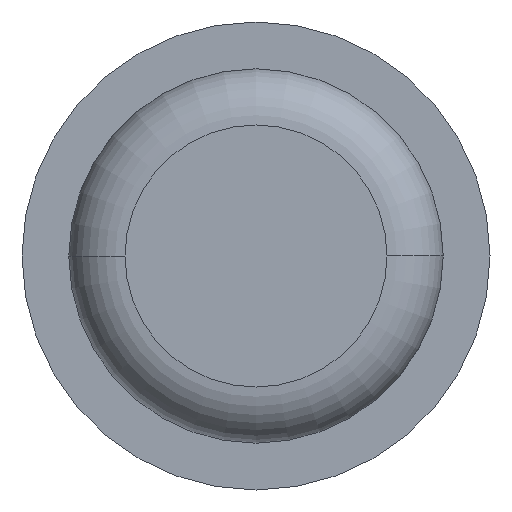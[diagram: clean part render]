
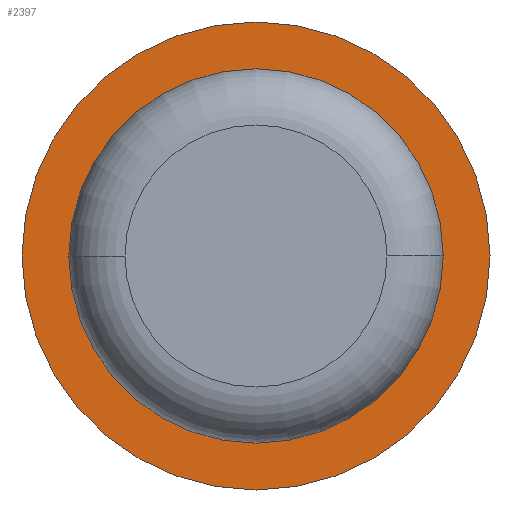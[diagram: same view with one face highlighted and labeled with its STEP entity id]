
A CAD part, front view. The second image highlights one B-rep face of the part: STEP entity #2397.
In plain terms, the highlighted planar face has unit normal (0, -1, 0).
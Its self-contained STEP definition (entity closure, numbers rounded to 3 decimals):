
#17 = DIRECTION ( 'NONE',  ( 0., 1., 0. ) ) ;
#26 = EDGE_CURVE ( 'Defeature ausgef�hrt1_3+Defeature ausgef�hrt1_4+Defeature ausgef�hrt1_4+Defeature ausgef�hrt1_4', #3208, #2434, #3204, .T. ) ;
#71 = CARTESIAN_POINT ( 'NONE',  ( 1., -0.6, 0. ) ) ;
#189 = FACE_OUTER_BOUND ( 'NONE', #454, .T. ) ;
#454 = EDGE_LOOP ( 'NONE', ( #588, #1352 ) ) ;
#483 = CIRCLE ( 'NONE', #2844, 1. ) ;
#492 = CARTESIAN_POINT ( 'NONE',  ( 0., -0.6, 0. ) ) ;
#588 = ORIENTED_EDGE ( 'NONE', *, *, #3148, .F. ) ;
#637 = CARTESIAN_POINT ( 'NONE',  ( 0., -0.6, 0. ) ) ;
#853 = PLANE ( 'NONE',  #1828 ) ;
#930 = VERTEX_POINT ( 'NONE', #2007 ) ;
#1023 = CIRCLE ( 'NONE', #2380, 1.25 ) ;
#1185 = VERTEX_POINT ( 'NONE', #71 ) ;
#1352 = ORIENTED_EDGE ( 'NONE', *, *, #26, .F. ) ;
#1403 = AXIS2_PLACEMENT_3D ( 'NONE', #2864, #3391, #2340 ) ;
#1535 = CARTESIAN_POINT ( 'NONE',  ( 0., -0.6, 0. ) ) ;
#1549 = ORIENTED_EDGE ( 'NONE', *, *, #2901, .T. ) ;
#1566 = DIRECTION ( 'NONE',  ( -1., 0., 0. ) ) ;
#1575 = DIRECTION ( 'NONE',  ( 0., 1., 0. ) ) ;
#1708 = EDGE_CURVE ( 'Defeature ausgef�hrt1_4+Defeature ausgef�hrt1_5+Defeature ausgef�hrt1_5+Defeature ausgef�hrt1_5', #1185, #930, #483, .T. ) ;
#1725 = DIRECTION ( 'NONE',  ( -1., 0., 0. ) ) ;
#1735 = CARTESIAN_POINT ( 'NONE',  ( 1.25, -0.6, 0. ) ) ;
#1828 = AXIS2_PLACEMENT_3D ( 'NONE', #2877, #17, #1566 ) ;
#2007 = CARTESIAN_POINT ( 'NONE',  ( -1., -0.6, 0. ) ) ;
#2033 = FACE_BOUND ( 'NONE', #3301, .T. ) ;
#2239 = DIRECTION ( 'NONE',  ( 0., 1., 0. ) ) ;
#2317 = DIRECTION ( 'NONE',  ( 0., 1., 0. ) ) ;
#2340 = DIRECTION ( 'NONE',  ( -1., 0., 0. ) ) ;
#2380 = AXIS2_PLACEMENT_3D ( 'NONE', #637, #2239, #2464 ) ;
#2381 = DIRECTION ( 'NONE',  ( -1., 0., 0. ) ) ;
#2397 = ADVANCED_FACE ( 'Defeature ausgef�hrt1_4', ( #189, #2033 ), #853, .F. ) ;
#2433 = AXIS2_PLACEMENT_3D ( 'NONE', #1535, #1575, #2381 ) ;
#2434 = VERTEX_POINT ( 'NONE', #3238 ) ;
#2464 = DIRECTION ( 'NONE',  ( -1., 0., 0. ) ) ;
#2844 = AXIS2_PLACEMENT_3D ( 'NONE', #492, #2317, #1725 ) ;
#2864 = CARTESIAN_POINT ( 'NONE',  ( 0., -0.6, 0. ) ) ;
#2877 = CARTESIAN_POINT ( 'NONE',  ( 1.25, -0.6, 0. ) ) ;
#2901 = EDGE_CURVE ( 'Defeature ausgef�hrt1_4+Defeature ausgef�hrt1_5+Defeature ausgef�hrt1_5+Defeature ausgef�hrt1_5', #930, #1185, #3278, .T. ) ;
#3148 = EDGE_CURVE ( 'Defeature ausgef�hrt1_3+Defeature ausgef�hrt1_4+Defeature ausgef�hrt1_4+Defeature ausgef�hrt1_4', #2434, #3208, #1023, .T. ) ;
#3204 = CIRCLE ( 'NONE', #1403, 1.25 ) ;
#3208 = VERTEX_POINT ( 'NONE', #1735 ) ;
#3238 = CARTESIAN_POINT ( 'NONE',  ( -1.25, -0.6, 0. ) ) ;
#3278 = CIRCLE ( 'NONE', #2433, 1. ) ;
#3301 = EDGE_LOOP ( 'NONE', ( #1549, #3408 ) ) ;
#3391 = DIRECTION ( 'NONE',  ( 0., 1., 0. ) ) ;
#3408 = ORIENTED_EDGE ( 'NONE', *, *, #1708, .T. ) ;
